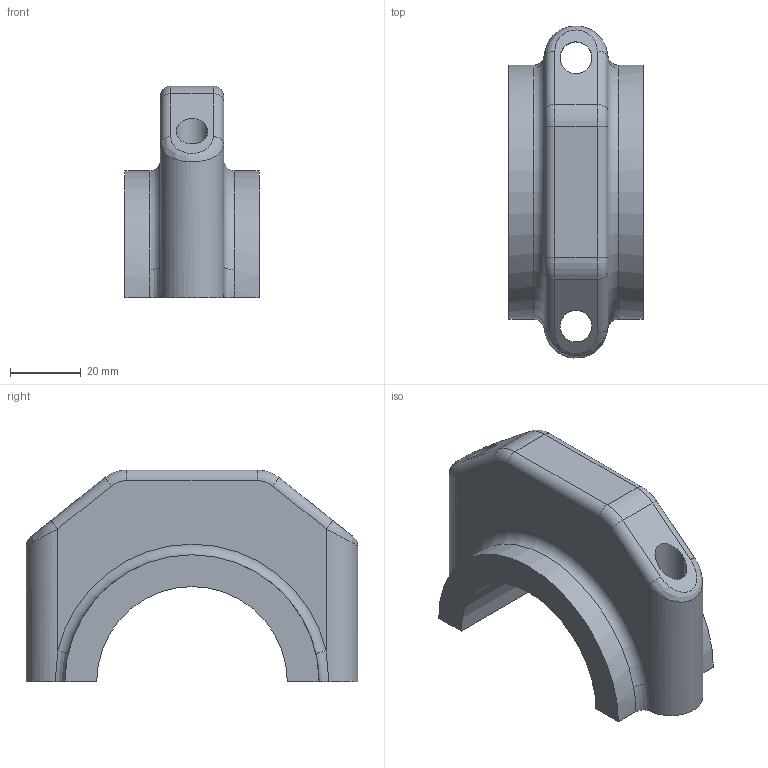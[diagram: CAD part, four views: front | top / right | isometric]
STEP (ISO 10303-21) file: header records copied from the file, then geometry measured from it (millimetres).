
FILE_DESCRIPTION(('CATIA V5 STEP Exchange'),'2;1');
FILE_NAME('cap biela.stp','2024-02-12T15:25:26+00:00',('none'),('none'),'CATIA Version 5 Release 21 GA (IN-10)','CATIA V5 STEP AP203','none');
FILE_SCHEMA(('CONFIG_CONTROL_DESIGN'));
Length unit declared in the file: millimetre
Products named in the file (1): Connecting Rod cap
Bounding box: 38 x 94 x 60 mm (x, y, z)
Volume: 80837 mm3; surface area: 19007.1 mm2
Topology: 1 solids, 1 shells, 38 faces, 92 edges, 56 vertices
Faces by surface type: cylinder 17, plane 9, torus 6, bspline 6
Entity records: 1761 total; most frequent: CARTESIAN_POINT 908, ORIENTED_EDGE 184, DIRECTION 126, EDGE_CURVE 92, AXIS2_PLACEMENT_3D 65, VERTEX_POINT 56, EDGE_LOOP 42, ADVANCED_FACE 38
